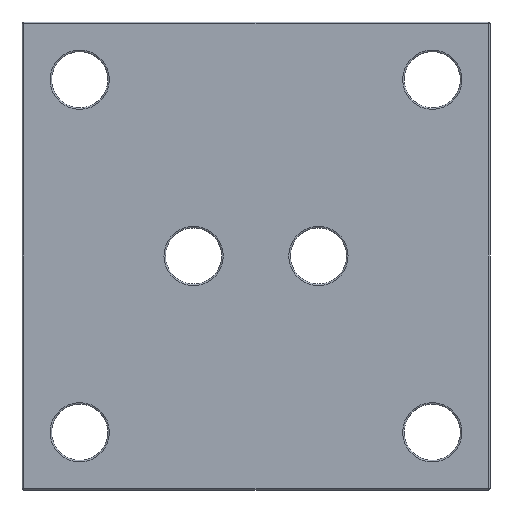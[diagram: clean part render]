
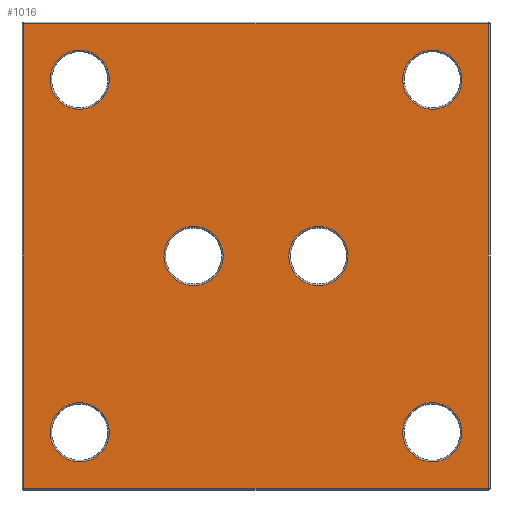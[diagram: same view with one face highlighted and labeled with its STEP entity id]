
A CAD part, front view. The second image highlights one B-rep face of the part: STEP entity #1016.
In plain terms, the highlighted planar face has unit normal (0, -1, 0).
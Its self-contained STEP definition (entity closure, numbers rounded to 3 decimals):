
#12 = EDGE_CURVE ( 'NONE', #99, #1148, #427, .T. ) ;
#33 = FACE_OUTER_BOUND ( 'NONE', #493, .T. ) ;
#40 = EDGE_LOOP ( 'NONE', ( #973 ) ) ;
#70 = FACE_BOUND ( 'NONE', #946, .T. ) ;
#88 = AXIS2_PLACEMENT_3D ( 'NONE', #1033, #639, #1182 ) ;
#99 = VERTEX_POINT ( 'NONE', #166 ) ;
#121 = DIRECTION ( 'NONE',  ( 0., 0., -1. ) ) ;
#123 = ORIENTED_EDGE ( 'NONE', *, *, #12, .T. ) ;
#125 = DIRECTION ( 'NONE',  ( 0., -1., 0. ) ) ;
#143 = VECTOR ( 'NONE', #1221, 1000. ) ;
#147 = EDGE_CURVE ( 'NONE', #892, #892, #1287, .T. ) ;
#149 = DIRECTION ( 'NONE',  ( 0., 0., -1. ) ) ;
#156 = VECTOR ( 'NONE', #981, 1000. ) ;
#166 = CARTESIAN_POINT ( 'NONE',  ( 0.25, 0., -0.25 ) ) ;
#185 = VERTEX_POINT ( 'NONE', #209 ) ;
#197 = ORIENTED_EDGE ( 'NONE', *, *, #147, .T. ) ;
#203 = AXIS2_PLACEMENT_3D ( 'NONE', #719, #1064, #121 ) ;
#209 = CARTESIAN_POINT ( 'NONE',  ( 9.25, 0., -14. ) ) ;
#230 = EDGE_CURVE ( 'NONE', #286, #99, #970, .T. ) ;
#256 = ORIENTED_EDGE ( 'NONE', *, *, #951, .T. ) ;
#286 = VERTEX_POINT ( 'NONE', #980 ) ;
#289 = ORIENTED_EDGE ( 'NONE', *, *, #510, .T. ) ;
#293 = EDGE_LOOP ( 'NONE', ( #256 ) ) ;
#299 = LINE ( 'NONE', #547, #1106 ) ;
#318 = CARTESIAN_POINT ( 'NONE',  ( 27.5, 0., -42.25 ) ) ;
#321 = FACE_BOUND ( 'NONE', #343, .T. ) ;
#337 = DIRECTION ( 'NONE',  ( 1., 0., 0. ) ) ;
#342 = EDGE_CURVE ( 'NONE', #862, #862, #608, .T. ) ;
#343 = EDGE_LOOP ( 'NONE', ( #289 ) ) ;
#353 = AXIS2_PLACEMENT_3D ( 'NONE', #467, #1042, #651 ) ;
#357 = CARTESIAN_POINT ( 'NONE',  ( 0., 0., -0.25 ) ) ;
#361 = EDGE_LOOP ( 'NONE', ( #1066 ) ) ;
#369 = CARTESIAN_POINT ( 'NONE',  ( 74.75, 0., -74.75 ) ) ;
#385 = EDGE_CURVE ( 'NONE', #1148, #750, #299, .T. ) ;
#427 = LINE ( 'NONE', #1210, #143 ) ;
#431 = ORIENTED_EDGE ( 'NONE', *, *, #1223, .T. ) ;
#465 = DIRECTION ( 'NONE',  ( 0., 0., 1. ) ) ;
#467 = CARTESIAN_POINT ( 'NONE',  ( 65.75, 0., -65.75 ) ) ;
#493 = EDGE_LOOP ( 'NONE', ( #1092, #123, #1177, #431 ) ) ;
#507 = ORIENTED_EDGE ( 'NONE', *, *, #1055, .T. ) ;
#510 = EDGE_CURVE ( 'NONE', #834, #834, #956, .T. ) ;
#529 = DIRECTION ( 'NONE',  ( 0., 1., 0. ) ) ;
#531 = CARTESIAN_POINT ( 'NONE',  ( 47.5, 0., -37.5 ) ) ;
#543 = PLANE ( 'NONE',  #1300 ) ;
#544 = DIRECTION ( 'NONE',  ( 0., 0., -1. ) ) ;
#547 = CARTESIAN_POINT ( 'NONE',  ( 75., 0., -74.75 ) ) ;
#580 = CARTESIAN_POINT ( 'NONE',  ( 65.75, 0., -14. ) ) ;
#589 = FACE_BOUND ( 'NONE', #1109, .T. ) ;
#608 = CIRCLE ( 'NONE', #857, 4.75 ) ;
#622 = CARTESIAN_POINT ( 'NONE',  ( 0.25, 0., -74.75 ) ) ;
#625 = FACE_BOUND ( 'NONE', #293, .T. ) ;
#639 = DIRECTION ( 'NONE',  ( 0., 1., 0. ) ) ;
#642 = CIRCLE ( 'NONE', #88, 4.75 ) ;
#651 = DIRECTION ( 'NONE',  ( 0., 0., -1. ) ) ;
#657 = FACE_BOUND ( 'NONE', #40, .T. ) ;
#719 = CARTESIAN_POINT ( 'NONE',  ( 9.25, 0., -9.25 ) ) ;
#728 = CARTESIAN_POINT ( 'NONE',  ( 65.75, 0., -70.5 ) ) ;
#748 = CARTESIAN_POINT ( 'NONE',  ( 0., 0., -75. ) ) ;
#750 = VERTEX_POINT ( 'NONE', #369 ) ;
#757 = DIRECTION ( 'NONE',  ( 0., 0., -1. ) ) ;
#769 = DIRECTION ( 'NONE',  ( 0., 1., 0. ) ) ;
#774 = VERTEX_POINT ( 'NONE', #318 ) ;
#784 = CARTESIAN_POINT ( 'NONE',  ( 65.75, 0., -9.25 ) ) ;
#816 = AXIS2_PLACEMENT_3D ( 'NONE', #1216, #926, #914 ) ;
#834 = VERTEX_POINT ( 'NONE', #728 ) ;
#846 = EDGE_CURVE ( 'NONE', #774, #774, #642, .T. ) ;
#857 = AXIS2_PLACEMENT_3D ( 'NONE', #531, #529, #544 ) ;
#862 = VERTEX_POINT ( 'NONE', #1040 ) ;
#892 = VERTEX_POINT ( 'NONE', #1247 ) ;
#914 = DIRECTION ( 'NONE',  ( 0., 0., -1. ) ) ;
#917 = AXIS2_PLACEMENT_3D ( 'NONE', #784, #769, #757 ) ;
#926 = DIRECTION ( 'NONE',  ( 0., 1., 0. ) ) ;
#946 = EDGE_LOOP ( 'NONE', ( #507 ) ) ;
#951 = EDGE_CURVE ( 'NONE', #1000, #1000, #1239, .T. ) ;
#956 = CIRCLE ( 'NONE', #353, 4.75 ) ;
#970 = LINE ( 'NONE', #357, #156 ) ;
#973 = ORIENTED_EDGE ( 'NONE', *, *, #846, .T. ) ;
#980 = CARTESIAN_POINT ( 'NONE',  ( 74.75, 0., -0.25 ) ) ;
#981 = DIRECTION ( 'NONE',  ( -1., 0., 0. ) ) ;
#1000 = VERTEX_POINT ( 'NONE', #580 ) ;
#1016 = ADVANCED_FACE ( 'NONE', ( #657, #589, #70, #625, #1117, #321, #33 ), #543, .T. ) ;
#1033 = CARTESIAN_POINT ( 'NONE',  ( 27.5, 0., -37.5 ) ) ;
#1040 = CARTESIAN_POINT ( 'NONE',  ( 47.5, 0., -42.25 ) ) ;
#1042 = DIRECTION ( 'NONE',  ( 0., 1., 0. ) ) ;
#1043 = VECTOR ( 'NONE', #465, 1000. ) ;
#1055 = EDGE_CURVE ( 'NONE', #185, #185, #1084, .T. ) ;
#1064 = DIRECTION ( 'NONE',  ( 0., 1., 0. ) ) ;
#1066 = ORIENTED_EDGE ( 'NONE', *, *, #342, .T. ) ;
#1084 = CIRCLE ( 'NONE', #203, 4.75 ) ;
#1092 = ORIENTED_EDGE ( 'NONE', *, *, #230, .T. ) ;
#1098 = CARTESIAN_POINT ( 'NONE',  ( 74.75, 0., 0. ) ) ;
#1106 = VECTOR ( 'NONE', #337, 1000. ) ;
#1109 = EDGE_LOOP ( 'NONE', ( #197 ) ) ;
#1117 = FACE_BOUND ( 'NONE', #361, .T. ) ;
#1148 = VERTEX_POINT ( 'NONE', #622 ) ;
#1177 = ORIENTED_EDGE ( 'NONE', *, *, #385, .T. ) ;
#1182 = DIRECTION ( 'NONE',  ( 0., 0., -1. ) ) ;
#1210 = CARTESIAN_POINT ( 'NONE',  ( 0.25, 0., -75. ) ) ;
#1216 = CARTESIAN_POINT ( 'NONE',  ( 9.25, 0., -65.75 ) ) ;
#1221 = DIRECTION ( 'NONE',  ( 0., 0., -1. ) ) ;
#1223 = EDGE_CURVE ( 'NONE', #750, #286, #1301, .T. ) ;
#1239 = CIRCLE ( 'NONE', #917, 4.75 ) ;
#1247 = CARTESIAN_POINT ( 'NONE',  ( 9.25, 0., -70.5 ) ) ;
#1287 = CIRCLE ( 'NONE', #816, 4.75 ) ;
#1300 = AXIS2_PLACEMENT_3D ( 'NONE', #748, #125, #149 ) ;
#1301 = LINE ( 'NONE', #1098, #1043 ) ;
